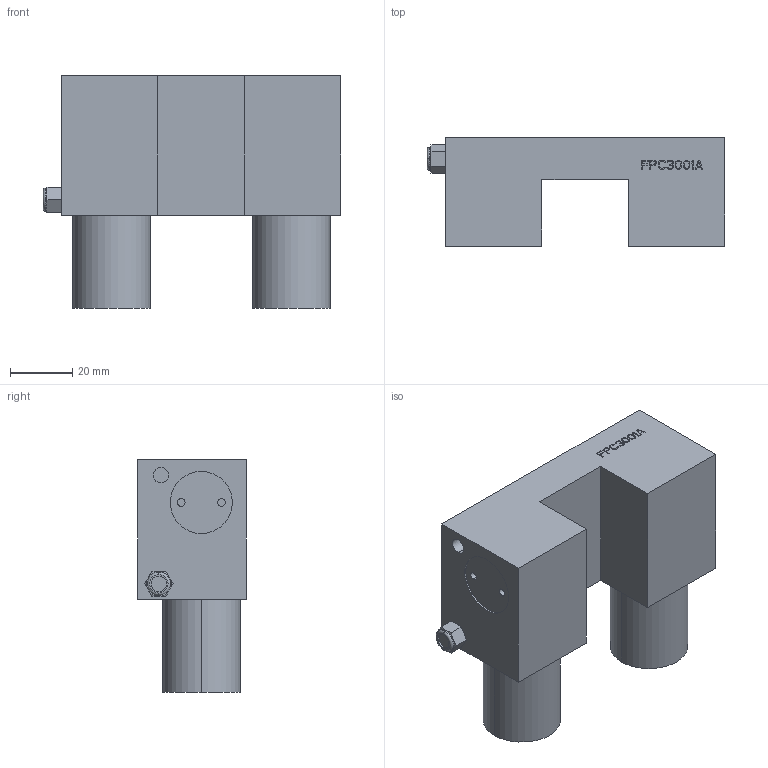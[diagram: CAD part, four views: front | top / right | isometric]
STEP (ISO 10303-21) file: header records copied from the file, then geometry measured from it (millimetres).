
FILE_DESCRIPTION((''),'2;1');
FILE_NAME('FPC3001A','2023-06-18T23:38:31',('lx'),(''),'CREO PARAMETRIC BY PTC INC, 2018100','CREO PARAMETRIC BY PTC INC, 2018100','');
FILE_SCHEMA(('CONFIG_CONTROL_DESIGN'));
Length unit declared in the file: millimetre
Products named in the file (1): FPC3001A
Bounding box: 96 x 35 x 75 mm (x, y, z)
Volume: 129012 mm3; surface area: 28612.4 mm2
Topology: 1 solids, 4 shells, 351 faces, 927 edges, 613 vertices
Faces by surface type: plane 289, cylinder 42, cone 16, torus 2, sphere 2
Entity records: 10803 total; most frequent: CARTESIAN_POINT 2003, ORIENTED_EDGE 1850, DIRECTION 1717, EDGE_CURVE 925, VECTOR 787, LINE 787, VERTEX_POINT 613, AXIS2_PLACEMENT_3D 465
